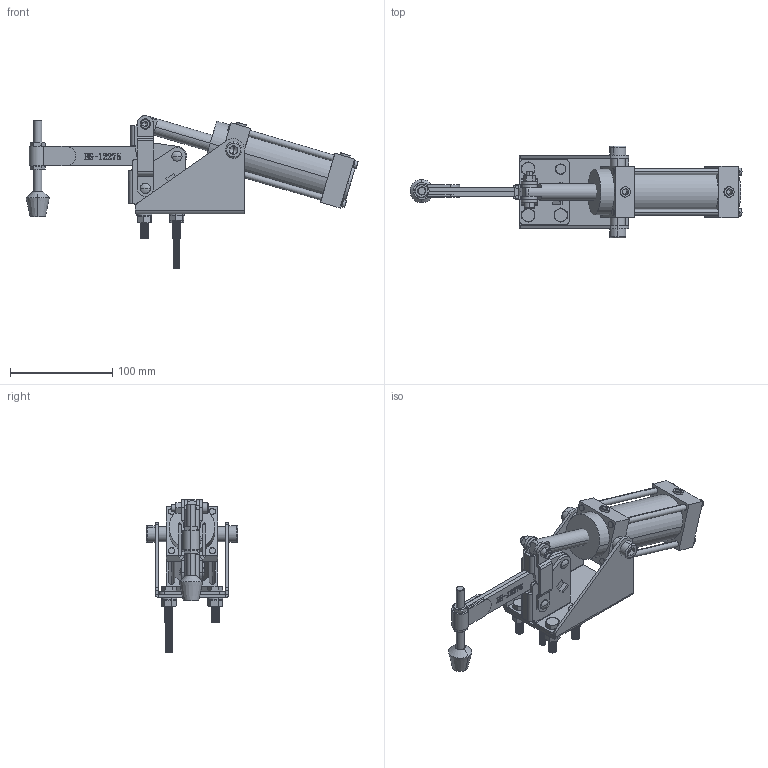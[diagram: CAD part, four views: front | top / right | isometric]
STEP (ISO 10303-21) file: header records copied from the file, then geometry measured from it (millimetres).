
FILE_DESCRIPTION (( 'STEP AP203' ), '1' );
FILE_NAME ('HS-12275-A .STEP', '2023-04-06T07:32:07', ( '微软用户' ), ( '微软中国' ), 'SwSTEP 2.0', 'SolidWorks 2012', '' );
FILE_SCHEMA (( 'CONFIG_CONTROL_DESIGN' ));
Products named in the file (23): HS-12275-A ; hex nuts, style 1-grades ab gb_GB_FASTENER_NUT_SNAB1 M8-N; plain washers for clevis pins gb_GB_ROUND_WASHERS_TYPE7 8; hexagon head bolts-full thread gb_GB_FASTENER_BOLT_STBAB A M8X30-S; hexagon head bolts-full thread gb_PreviewCfg; hexagon nuts grade c gb_GB_FASTENER_NUT_SNC1 M6-N; hexagon socket head cap screws gb_GB_FASTENER_SCREWS_HSHCS M6X30-N; hexagon socket head cap screws gb_GB_FASTENER_SCREWS_HSHCS M10X20-N; 階杶; hex thin nuts-grades ab-chamfered gb_GB_FASTENER_NUT_STNAB M8-N; hexagon head bolts-full thread gb_GB_FASTENER_BOLT_STBAB A M8X80-N; 妗陑揤參; 酗种; 蚐詰; 揤輸; 蟀裝2; 蟀裝; 標; 活塞杆; 楊擘菁釱; 傻种; 菁殤
Assembly tree (35 placements, depth 2):
  HS-12275-A 
    菁殤
    傻种  x2
    楊擘菁釱
    活塞杆
    標
    蟀裝
    蟀裝2  x2
    妗陑揤參
    揤輸
    蚐詰
    酗种
    妗陑揤參
    hexagon head bolts-full thread gb_GB_FASTENER_BOLT_STBAB A M8X80-N
    hex thin nuts-grades ab-chamfered gb_GB_FASTENER_NUT_STNAB M8-N  x2
    階杶  x2
    hexagon socket head cap screws gb_GB_FASTENER_SCREWS_HSHCS M10X20-N  x2
    hexagon socket head cap screws gb_GB_FASTENER_SCREWS_HSHCS M6X30-N
    hexagon nuts grade c gb_GB_FASTENER_NUT_SNC1 M6-N
    hexagon head bolts-full thread gb_PreviewCfg
    hexagon head bolts-full thread gb_GB_FASTENER_BOLT_STBAB A M8X30-S  x3
    plain washers for clevis pins gb_GB_ROUND_WASHERS_TYPE7 8  x4
    hex nuts, style 1-grades ab gb_GB_FASTENER_NUT_SNAB1 M8-N  x4
Bounding box: 325.26 x 90 x 150.74 mm (x, y, z)
Volume: 434613.7 mm3; surface area: 150001.4 mm2
Topology: 35 solids, 35 shells, 2354 faces, 5207 edges, 2977 vertices
Faces by surface type: cone 930, cylinder 668, plane 600, bspline 136, sphere 12, torus 8
Entity records: 56382 total; most frequent: CARTESIAN_POINT 15980, DIRECTION 7975, ORIENTED_EDGE 7650, EDGE_CURVE 3825, AXIS2_PLACEMENT_3D 2931, VERTEX_POINT 2234, VECTOR 2113, LINE 2113
